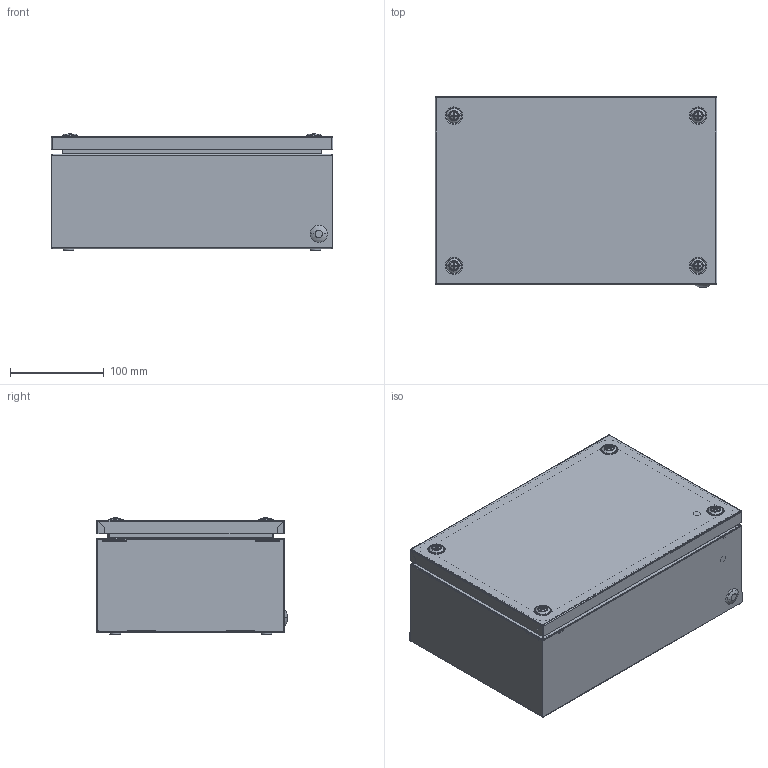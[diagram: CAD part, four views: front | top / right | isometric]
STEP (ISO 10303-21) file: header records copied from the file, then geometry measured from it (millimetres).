
FILE_DESCRIPTION (( 'STEP AP203' ), '1' );
FILE_NAME ('300x200x120 R5CDE32120.step', '2012-05-14T05:31:40', ( 'User' ), ( 'DKC' ), 'SwSTEP 2.0', 'SolidWorks 2011', '' );
FILE_SCHEMA (( 'CONFIG_CONTROL_DESIGN' ));
Length unit declared in the file: millimetre
Products named in the file (18): 300x200x120 R5CDE32120; Tapping screw 4.2x9.5_Screw DIN 968-ST4.2x9.5-R-H-S; Mounting plates_300x200; AC00C323_Default; Screw M5 CDE AC00C324; Cover CDE 1mm_300x200; sealant for cover CDE_300x200; Frame CDE KO 1mm_300x200x120; end-cap_AC00C061; land; Çåðêàëüíî îòðàçèòüÇåðêàëüíî îòðàçèòüSquadretta fissaggio_Default; Çåðêàëüíî îòðàçèòüSquadretta fissaggio_Default; Squadretta fissaggio_CD01C555; Traversino CD01C550_200; End-cup AC00C317_Default; AC00C316_AC00C316; Frame CDE 1mm_300x200x120
Assembly tree (33 placements, depth 3):
  300x200x120 R5CDE32120
    Tapping screw 4.2x9.5_Screw DIN 968-ST4.2x9.5-R-H-S  x4
    Mounting plates_300x200
    Screw M5 CDE AC00C324  x4
    AC00C323_Default  x4
    Cover CDE 1mm_300x200
      land
      Cover CDE 1mm_300x200
      sealant for cover CDE_300x200
      end-cap_AC00C061
    Frame CDE KO 1mm_300x200x120
      Traversino CD01C550_200  x2
      Çåðêàëüíî îòðàçèòüSquadretta fissaggio_Default  x2
      End-cup AC00C317_Default  x4
      Frame CDE 1mm_300x200x120
      AC00C316_AC00C316
      Çåðêàëüíî îòðàçèòüÇåðêàëüíî îòðàçèòüSquadretta fissaggio_Default
      Squadretta fissaggio_CD01C555
      end-cap_AC00C061
      land
Bounding box: 300 x 202.5 x 124.18 mm (x, y, z)
Volume: 420546.3 mm3; surface area: 689215.3 mm2
Topology: 33 solids, 33 shells, 2125 faces, 5415 edges, 3402 vertices
Faces by surface type: plane 682, bspline 614, cylinder 543, cone 200, torus 60, sphere 26
Entity records: 108755 total; most frequent: CARTESIAN_POINT 81757, ORIENTED_EDGE 5838, DIRECTION 4215, EDGE_CURVE 2919, VERTEX_POINT 1812, AXIS2_PLACEMENT_3D 1517, EDGE_LOOP 1229, LINE 1181
